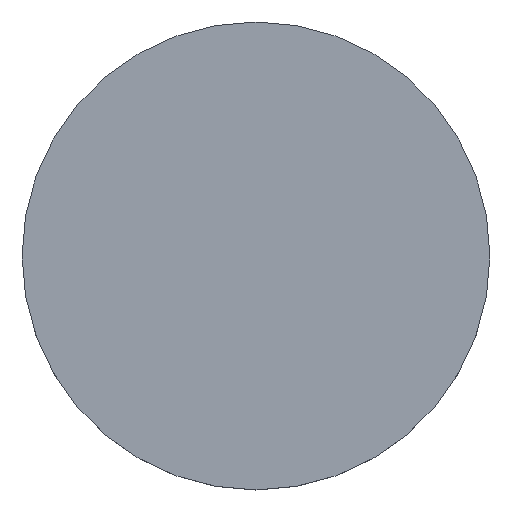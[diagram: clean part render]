
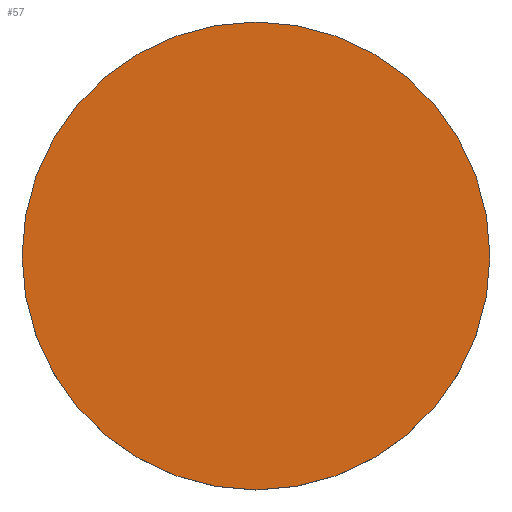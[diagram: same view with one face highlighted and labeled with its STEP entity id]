
A CAD part, top view. The second image highlights one B-rep face of the part: STEP entity #57.
In plain terms, the highlighted planar face has unit normal (0, 0, 1).
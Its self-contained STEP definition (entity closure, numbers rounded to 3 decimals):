
#2 = AXIS2_PLACEMENT_3D ( 'NONE', #217, #182, #188 ) ;
#11 = PLANE ( 'NONE',  #308 ) ;
#15 = EDGE_CURVE ( 'NONE', #329, #77, #197, .T. ) ;
#40 = FACE_OUTER_BOUND ( 'NONE', #116, .T. ) ;
#57 = ADVANCED_FACE ( 'NONE', ( #40 ), #11, .T. ) ;
#77 = VERTEX_POINT ( 'NONE', #94 ) ;
#87 = CARTESIAN_POINT ( 'NONE',  ( 0., 0., 12. ) ) ;
#94 = CARTESIAN_POINT ( 'NONE',  ( -3., 0., 12. ) ) ;
#116 = EDGE_LOOP ( 'NONE', ( #229, #179 ) ) ;
#126 = CARTESIAN_POINT ( 'NONE',  ( 0., 0., 12. ) ) ;
#158 = CIRCLE ( 'NONE', #355, 3. ) ;
#173 = DIRECTION ( 'NONE',  ( 0., 0., 1. ) ) ;
#179 = ORIENTED_EDGE ( 'NONE', *, *, #15, .T. ) ;
#182 = DIRECTION ( 'NONE',  ( 0., 0., 1. ) ) ;
#188 = DIRECTION ( 'NONE',  ( 1., 0., 0. ) ) ;
#190 = DIRECTION ( 'NONE',  ( 1., 0., 0. ) ) ;
#197 = CIRCLE ( 'NONE', #2, 3. ) ;
#212 = CARTESIAN_POINT ( 'NONE',  ( 3., 0., 12. ) ) ;
#217 = CARTESIAN_POINT ( 'NONE',  ( 0., 0., 12. ) ) ;
#229 = ORIENTED_EDGE ( 'NONE', *, *, #326, .T. ) ;
#235 = DIRECTION ( 'NONE',  ( 0., 0., 1. ) ) ;
#279 = DIRECTION ( 'NONE',  ( 1., 0., 0. ) ) ;
#308 = AXIS2_PLACEMENT_3D ( 'NONE', #126, #235, #190 ) ;
#326 = EDGE_CURVE ( 'NONE', #77, #329, #158, .T. ) ;
#329 = VERTEX_POINT ( 'NONE', #212 ) ;
#355 = AXIS2_PLACEMENT_3D ( 'NONE', #87, #173, #279 ) ;
